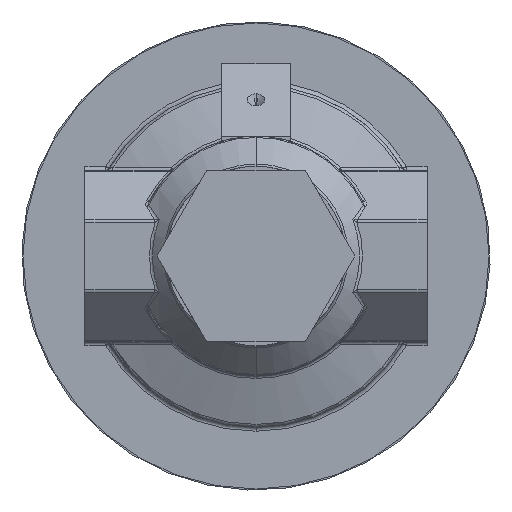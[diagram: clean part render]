
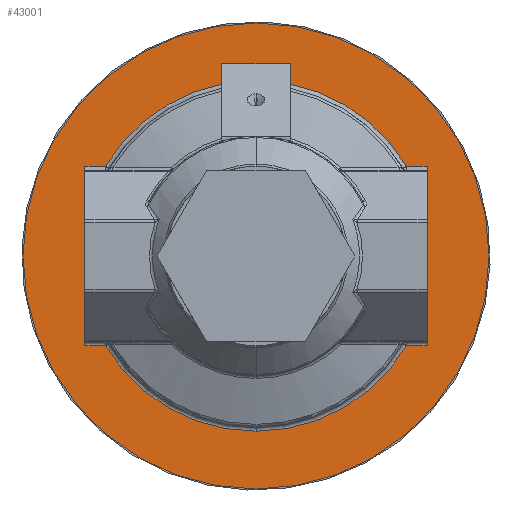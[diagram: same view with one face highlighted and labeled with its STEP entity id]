
A CAD part, front view. The second image highlights one B-rep face of the part: STEP entity #43001.
In plain terms, the highlighted planar face has unit normal (0, -1, 0).
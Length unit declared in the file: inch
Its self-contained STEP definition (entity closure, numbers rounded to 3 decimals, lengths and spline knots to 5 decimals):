
#74 = ORIENTED_EDGE ( 'NONE', *, *, #16055, .T. ) ;
#576 = LINE ( 'NONE', #15026, #25600 ) ;
#940 = ORIENTED_EDGE ( 'NONE', *, *, #26601, .T. ) ;
#1022 = CIRCLE ( 'NONE', #8481, 2.56 ) ;
#1231 = EDGE_CURVE ( 'NONE', #7855, #7072, #1022, .T. ) ;
#1271 = ORIENTED_EDGE ( 'NONE', *, *, #20649, .T. ) ;
#1278 = DIRECTION ( 'NONE',  ( 0., 0., -1. ) ) ;
#1367 = LINE ( 'NONE', #39462, #19462 ) ;
#2290 = EDGE_CURVE ( 'NONE', #38203, #11132, #5235, .T. ) ;
#2410 = DIRECTION ( 'NONE',  ( 0., 0., -1. ) ) ;
#3066 = DIRECTION ( 'NONE',  ( 0., -1., 0. ) ) ;
#3552 = CARTESIAN_POINT ( 'NONE',  ( 2.5, 1.22, -1.31 ) ) ;
#4423 = VERTEX_POINT ( 'NONE', #28535 ) ;
#4569 = DIRECTION ( 'NONE',  ( 0., 0., -1. ) ) ;
#5235 = LINE ( 'NONE', #41110, #36557 ) ;
#5284 = CARTESIAN_POINT ( 'NONE',  ( 3.47, 1.22, -1.31 ) ) ;
#5656 = ORIENTED_EDGE ( 'NONE', *, *, #28941, .T. ) ;
#6426 = VECTOR ( 'NONE', #41789, 39.37008 ) ;
#7072 = VERTEX_POINT ( 'NONE', #41819 ) ;
#7855 = VERTEX_POINT ( 'NONE', #31557 ) ;
#8279 = DIRECTION ( 'NONE',  ( 1., 0., 0. ) ) ;
#8481 = AXIS2_PLACEMENT_3D ( 'NONE', #28226, #13331, #14694 ) ;
#9078 = DIRECTION ( 'NONE',  ( 0., 1., 0. ) ) ;
#9595 = CIRCLE ( 'NONE', #19545, 2.56 ) ;
#10451 = LINE ( 'NONE', #12653, #28576 ) ;
#11132 = VERTEX_POINT ( 'NONE', #40703 ) ;
#11167 = EDGE_CURVE ( 'NONE', #29557, #4423, #43918, .T. ) ;
#11471 = LINE ( 'NONE', #5284, #27423 ) ;
#12134 = AXIS2_PLACEMENT_3D ( 'NONE', #35723, #15441, #39122 ) ;
#12273 = LINE ( 'NONE', #19717, #38282 ) ;
#12551 = CARTESIAN_POINT ( 'NONE',  ( 0.5, 1.22, 2.5107 ) ) ;
#12653 = CARTESIAN_POINT ( 'NONE',  ( 3.47, 1.22, 1.31 ) ) ;
#12727 = FACE_OUTER_BOUND ( 'NONE', #32672, .T. ) ;
#13077 = CARTESIAN_POINT ( 'NONE',  ( 0.5, 1.22, 2.81066 ) ) ;
#13331 = DIRECTION ( 'NONE',  ( 0., 1., 0. ) ) ;
#13400 = ORIENTED_EDGE ( 'NONE', *, *, #15167, .T. ) ;
#14216 = CARTESIAN_POINT ( 'NONE',  ( 2.19943, 1.22, 1.31 ) ) ;
#14694 = DIRECTION ( 'NONE',  ( 0., 0., -1. ) ) ;
#15026 = CARTESIAN_POINT ( 'NONE',  ( 3.47, 1.22, 1.31 ) ) ;
#15038 = AXIS2_PLACEMENT_3D ( 'NONE', #21094, #24969, #4569 ) ;
#15167 = EDGE_CURVE ( 'NONE', #23163, #4423, #576, .T. ) ;
#15441 = DIRECTION ( 'NONE',  ( 0., 1., 0. ) ) ;
#16055 = EDGE_CURVE ( 'NONE', #16382, #36128, #22886, .T. ) ;
#16382 = VERTEX_POINT ( 'NONE', #21160 ) ;
#16749 = ORIENTED_EDGE ( 'NONE', *, *, #21786, .T. ) ;
#16996 = CARTESIAN_POINT ( 'NONE',  ( 0.5, 1.22, 2.81066 ) ) ;
#17343 = CARTESIAN_POINT ( 'NONE',  ( -2.5, 1.22, 1.31 ) ) ;
#17831 = CARTESIAN_POINT ( 'NONE',  ( -0.5, 1.22, 2.5107 ) ) ;
#18273 = CARTESIAN_POINT ( 'NONE',  ( -2.5, 1.22, -1.35 ) ) ;
#18470 = VERTEX_POINT ( 'NONE', #12551 ) ;
#18982 = ORIENTED_EDGE ( 'NONE', *, *, #38448, .T. ) ;
#19415 = DIRECTION ( 'NONE',  ( -1., 0., 0. ) ) ;
#19462 = VECTOR ( 'NONE', #25869, 39.37008 ) ;
#19545 = AXIS2_PLACEMENT_3D ( 'NONE', #29465, #9078, #32867 ) ;
#19717 = CARTESIAN_POINT ( 'NONE',  ( 3.47, 1.22, -1.31 ) ) ;
#19764 = EDGE_CURVE ( 'NONE', #18470, #22116, #39904, .T. ) ;
#20432 = CARTESIAN_POINT ( 'NONE',  ( 2.5, 1.22, -1.35 ) ) ;
#20587 = EDGE_CURVE ( 'NONE', #39183, #43558, #24572, .T. ) ;
#20649 = EDGE_CURVE ( 'NONE', #36515, #38203, #32528, .T. ) ;
#21094 = CARTESIAN_POINT ( 'NONE',  ( 3.47, 1.22, 0. ) ) ;
#21160 = CARTESIAN_POINT ( 'NONE',  ( 0., 1.22, -3.405 ) ) ;
#21683 = DIRECTION ( 'NONE',  ( 0., 1., 0. ) ) ;
#21786 = EDGE_CURVE ( 'NONE', #18470, #23163, #9595, .T. ) ;
#21807 = FACE_BOUND ( 'NONE', #32748, .T. ) ;
#22116 = VERTEX_POINT ( 'NONE', #16996 ) ;
#22817 = DIRECTION ( 'NONE',  ( 0., -1., 0. ) ) ;
#22886 = CIRCLE ( 'NONE', #38515, 3.405 ) ;
#23163 = VERTEX_POINT ( 'NONE', #14216 ) ;
#23470 = CARTESIAN_POINT ( 'NONE',  ( 0., 1.22, 0. ) ) ;
#23870 = DIRECTION ( 'NONE',  ( 0., 0., 1. ) ) ;
#23901 = CARTESIAN_POINT ( 'NONE',  ( 0., 1.22, 3.405 ) ) ;
#24505 = ORIENTED_EDGE ( 'NONE', *, *, #20587, .T. ) ;
#24572 = LINE ( 'NONE', #18273, #6426 ) ;
#24812 = ORIENTED_EDGE ( 'NONE', *, *, #35156, .T. ) ;
#24969 = DIRECTION ( 'NONE',  ( 0., -1., 0. ) ) ;
#25600 = VECTOR ( 'NONE', #8279, 39.37008 ) ;
#25869 = DIRECTION ( 'NONE',  ( -1., 0., 0. ) ) ;
#26601 = EDGE_CURVE ( 'NONE', #29557, #7855, #12273, .T. ) ;
#26876 = DIRECTION ( 'NONE',  ( 0., 0., -1. ) ) ;
#27423 = VECTOR ( 'NONE', #29098, 39.37008 ) ;
#28226 = CARTESIAN_POINT ( 'NONE',  ( 0., 1.22, 0. ) ) ;
#28362 = CARTESIAN_POINT ( 'NONE',  ( -2.19943, 1.22, 1.31 ) ) ;
#28535 = CARTESIAN_POINT ( 'NONE',  ( 2.5, 1.22, 1.31 ) ) ;
#28576 = VECTOR ( 'NONE', #36358, 39.37008 ) ;
#28941 = EDGE_CURVE ( 'NONE', #43558, #36515, #10451, .T. ) ;
#29098 = DIRECTION ( 'NONE',  ( -1., 0., 0. ) ) ;
#29465 = CARTESIAN_POINT ( 'NONE',  ( 0., 1.22, 0. ) ) ;
#29557 = VERTEX_POINT ( 'NONE', #3552 ) ;
#29697 = ORIENTED_EDGE ( 'NONE', *, *, #2290, .T. ) ;
#30548 = AXIS2_PLACEMENT_3D ( 'NONE', #23470, #3066, #26876 ) ;
#30602 = CIRCLE ( 'NONE', #37658, 2.56 ) ;
#30881 = EDGE_CURVE ( 'NONE', #22116, #11132, #1367, .T. ) ;
#30908 = ORIENTED_EDGE ( 'NONE', *, *, #38243, .T. ) ;
#31557 = CARTESIAN_POINT ( 'NONE',  ( 2.19943, 1.22, -1.31 ) ) ;
#32528 = CIRCLE ( 'NONE', #12134, 2.56 ) ;
#32672 = EDGE_LOOP ( 'NONE', ( #74, #24812 ) ) ;
#32748 = EDGE_LOOP ( 'NONE', ( #13400, #38027, #940, #33334, #30908, #18982, #24505, #5656, #1271, #29697, #41966, #37301, #16749 ) ) ;
#32867 = DIRECTION ( 'NONE',  ( 0., 0., -1. ) ) ;
#32916 = CARTESIAN_POINT ( 'NONE',  ( -2.5, 1.22, -1.31 ) ) ;
#33334 = ORIENTED_EDGE ( 'NONE', *, *, #1231, .T. ) ;
#34280 = DIRECTION ( 'NONE',  ( 0., 0., 1. ) ) ;
#34959 = VECTOR ( 'NONE', #23870, 39.37008 ) ;
#35156 = EDGE_CURVE ( 'NONE', #36128, #16382, #38623, .T. ) ;
#35723 = CARTESIAN_POINT ( 'NONE',  ( 0., 1.22, 0. ) ) ;
#36128 = VERTEX_POINT ( 'NONE', #23901 ) ;
#36358 = DIRECTION ( 'NONE',  ( 1., 0., 0. ) ) ;
#36515 = VERTEX_POINT ( 'NONE', #28362 ) ;
#36557 = VECTOR ( 'NONE', #34280, 39.37008 ) ;
#36599 = VERTEX_POINT ( 'NONE', #39248 ) ;
#37301 = ORIENTED_EDGE ( 'NONE', *, *, #19764, .F. ) ;
#37658 = AXIS2_PLACEMENT_3D ( 'NONE', #41940, #21683, #1278 ) ;
#38027 = ORIENTED_EDGE ( 'NONE', *, *, #11167, .F. ) ;
#38203 = VERTEX_POINT ( 'NONE', #17831 ) ;
#38243 = EDGE_CURVE ( 'NONE', #7072, #36599, #30602, .T. ) ;
#38277 = PLANE ( 'NONE',  #15038 ) ;
#38282 = VECTOR ( 'NONE', #19415, 39.37008 ) ;
#38448 = EDGE_CURVE ( 'NONE', #36599, #39183, #11471, .T. ) ;
#38515 = AXIS2_PLACEMENT_3D ( 'NONE', #43069, #22817, #2410 ) ;
#38623 = CIRCLE ( 'NONE', #30548, 3.405 ) ;
#39122 = DIRECTION ( 'NONE',  ( 0., 0., -1. ) ) ;
#39183 = VERTEX_POINT ( 'NONE', #32916 ) ;
#39248 = CARTESIAN_POINT ( 'NONE',  ( -2.19943, 1.22, -1.31 ) ) ;
#39462 = CARTESIAN_POINT ( 'NONE',  ( 0.5, 1.22, 2.81066 ) ) ;
#39904 = LINE ( 'NONE', #13077, #40975 ) ;
#40055 = DIRECTION ( 'NONE',  ( 0., 0., 1. ) ) ;
#40703 = CARTESIAN_POINT ( 'NONE',  ( -0.5, 1.22, 2.81066 ) ) ;
#40975 = VECTOR ( 'NONE', #40055, 39.37008 ) ;
#41110 = CARTESIAN_POINT ( 'NONE',  ( -0.5, 1.22, 2.81066 ) ) ;
#41789 = DIRECTION ( 'NONE',  ( 0., 0., 1. ) ) ;
#41819 = CARTESIAN_POINT ( 'NONE',  ( 0., 1.22, -2.56 ) ) ;
#41940 = CARTESIAN_POINT ( 'NONE',  ( 0., 1.22, 0. ) ) ;
#41966 = ORIENTED_EDGE ( 'NONE', *, *, #30881, .F. ) ;
#43001 = ADVANCED_FACE ( 'NONE', ( #21807, #12727 ), #38277, .T. ) ;
#43069 = CARTESIAN_POINT ( 'NONE',  ( 0., 1.22, 0. ) ) ;
#43558 = VERTEX_POINT ( 'NONE', #17343 ) ;
#43918 = LINE ( 'NONE', #20432, #34959 ) ;
